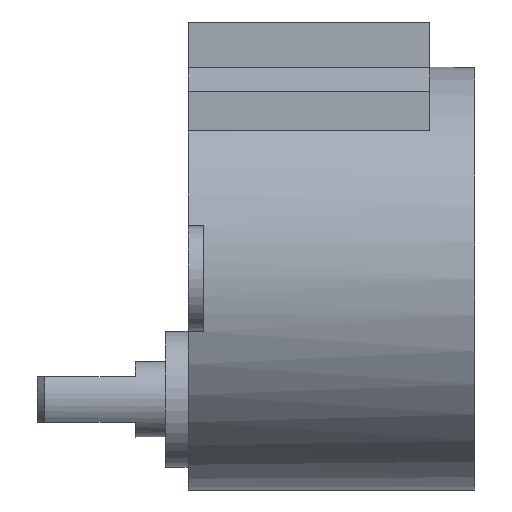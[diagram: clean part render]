
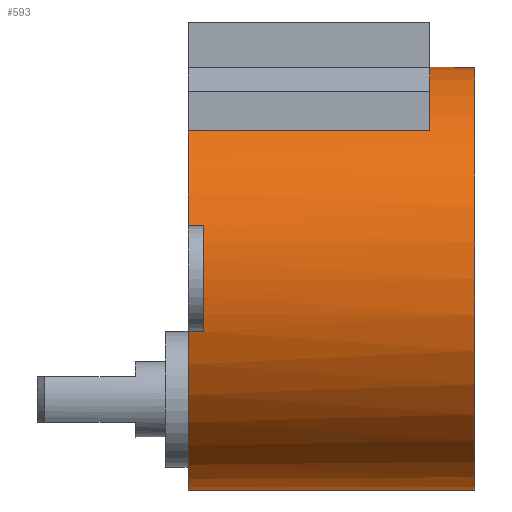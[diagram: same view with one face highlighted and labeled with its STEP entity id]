
A CAD part, left-side view. The second image highlights one B-rep face of the part: STEP entity #593.
In plain terms, the highlighted cylindrical face has radius 14 mm (diameter 28 mm), a full revolution.
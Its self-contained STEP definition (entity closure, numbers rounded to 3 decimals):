
#51=CIRCLE('',#653,14.);
#52=CIRCLE('',#654,14.);
#57=CIRCLE('',#664,14.);
#58=CIRCLE('',#666,14.);
#59=CIRCLE('',#667,14.);
#60=CIRCLE('',#668,14.);
#68=CYLINDRICAL_SURFACE('',#665,14.);
#99=FACE_OUTER_BOUND('',#135,.T.);
#135=EDGE_LOOP('',(#516,#517,#518,#519,#520,#521,#522,#523,#524,#525,#526,
#527));
#178=LINE('',#977,#229);
#180=LINE('',#982,#231);
#187=LINE('',#1008,#238);
#189=LINE('',#1013,#240);
#191=LINE('',#1021,#242);
#229=VECTOR('',#791,10.);
#231=VECTOR('',#795,10.);
#238=VECTOR('',#822,10.);
#240=VECTOR('',#826,10.);
#242=VECTOR('',#838,14.);
#281=VERTEX_POINT('',#973);
#282=VERTEX_POINT('',#975);
#283=VERTEX_POINT('',#979);
#284=VERTEX_POINT('',#981);
#285=VERTEX_POINT('',#985);
#292=VERTEX_POINT('',#1004);
#293=VERTEX_POINT('',#1006);
#294=VERTEX_POINT('',#1010);
#295=VERTEX_POINT('',#1012);
#296=VERTEX_POINT('',#1020);
#354=EDGE_CURVE('',#281,#282,#178,.T.);
#356=EDGE_CURVE('',#284,#283,#180,.T.);
#358=EDGE_CURVE('',#285,#284,#51,.T.);
#359=EDGE_CURVE('',#282,#285,#52,.T.);
#369=EDGE_CURVE('',#292,#293,#187,.T.);
#371=EDGE_CURVE('',#295,#294,#189,.T.);
#373=EDGE_CURVE('',#293,#295,#57,.T.);
#374=EDGE_CURVE('',#292,#283,#58,.T.);
#375=EDGE_CURVE('',#281,#294,#59,.T.);
#376=EDGE_CURVE('',#285,#296,#191,.T.);
#377=EDGE_CURVE('',#296,#296,#60,.T.);
#516=ORIENTED_EDGE('',*,*,#356,.T.);
#517=ORIENTED_EDGE('',*,*,#374,.F.);
#518=ORIENTED_EDGE('',*,*,#369,.T.);
#519=ORIENTED_EDGE('',*,*,#373,.T.);
#520=ORIENTED_EDGE('',*,*,#371,.T.);
#521=ORIENTED_EDGE('',*,*,#375,.F.);
#522=ORIENTED_EDGE('',*,*,#354,.T.);
#523=ORIENTED_EDGE('',*,*,#359,.T.);
#524=ORIENTED_EDGE('',*,*,#376,.T.);
#525=ORIENTED_EDGE('',*,*,#377,.T.);
#526=ORIENTED_EDGE('',*,*,#376,.F.);
#527=ORIENTED_EDGE('',*,*,#358,.T.);
#593=ADVANCED_FACE('',(#99),#68,.T.);
#653=AXIS2_PLACEMENT_3D('',#986,#799,#800);
#654=AXIS2_PLACEMENT_3D('',#987,#801,#802);
#664=AXIS2_PLACEMENT_3D('',#1016,#830,#831);
#665=AXIS2_PLACEMENT_3D('',#1017,#832,#833);
#666=AXIS2_PLACEMENT_3D('',#1018,#834,#835);
#667=AXIS2_PLACEMENT_3D('',#1019,#836,#837);
#668=AXIS2_PLACEMENT_3D('',#1022,#839,#840);
#791=DIRECTION('',(0.,-1.,0.));
#795=DIRECTION('',(0.,1.,0.));
#799=DIRECTION('center_axis',(0.,-1.,0.));
#800=DIRECTION('ref_axis',(1.,0.,0.));
#801=DIRECTION('center_axis',(0.,-1.,0.));
#802=DIRECTION('ref_axis',(1.,0.,0.));
#822=DIRECTION('',(0.,-1.,0.));
#826=DIRECTION('',(0.,1.,0.));
#830=DIRECTION('center_axis',(0.,-1.,0.));
#831=DIRECTION('ref_axis',(1.,0.,0.));
#832=DIRECTION('center_axis',(0.,1.,0.));
#833=DIRECTION('ref_axis',(1.,0.,0.));
#834=DIRECTION('center_axis',(0.,1.,0.));
#835=DIRECTION('ref_axis',(1.,0.,0.));
#836=DIRECTION('center_axis',(0.,1.,0.));
#837=DIRECTION('ref_axis',(1.,0.,0.));
#838=DIRECTION('',(0.,-1.,0.));
#839=DIRECTION('center_axis',(0.,1.,0.));
#840=DIRECTION('ref_axis',(1.,0.,0.));
#973=CARTESIAN_POINT('',(-13.555,19.,3.5));
#975=CARTESIAN_POINT('',(-13.555,18.,3.5));
#977=CARTESIAN_POINT('',(-13.555,0.,3.5));
#979=CARTESIAN_POINT('',(-13.555,19.,-3.5));
#981=CARTESIAN_POINT('',(-13.555,18.,-3.5));
#982=CARTESIAN_POINT('',(-13.555,0.,-3.5));
#985=CARTESIAN_POINT('',(-14.,18.,0.));
#986=CARTESIAN_POINT('Origin',(0.,18.,0.));
#987=CARTESIAN_POINT('Origin',(0.,18.,0.));
#1004=CARTESIAN_POINT('',(13.555,19.,-3.5));
#1006=CARTESIAN_POINT('',(13.555,18.,-3.5));
#1008=CARTESIAN_POINT('',(13.555,0.,-3.5));
#1010=CARTESIAN_POINT('',(13.555,19.,3.5));
#1012=CARTESIAN_POINT('',(13.555,18.,3.5));
#1013=CARTESIAN_POINT('',(13.555,0.,3.5));
#1016=CARTESIAN_POINT('Origin',(0.,18.,0.));
#1017=CARTESIAN_POINT('Origin',(0.,0.,0.));
#1018=CARTESIAN_POINT('Origin',(0.,19.,0.));
#1019=CARTESIAN_POINT('Origin',(0.,19.,0.));
#1020=CARTESIAN_POINT('',(-14.,0.,0.));
#1021=CARTESIAN_POINT('',(-14.,0.,0.));
#1022=CARTESIAN_POINT('Origin',(0.,0.,0.));
